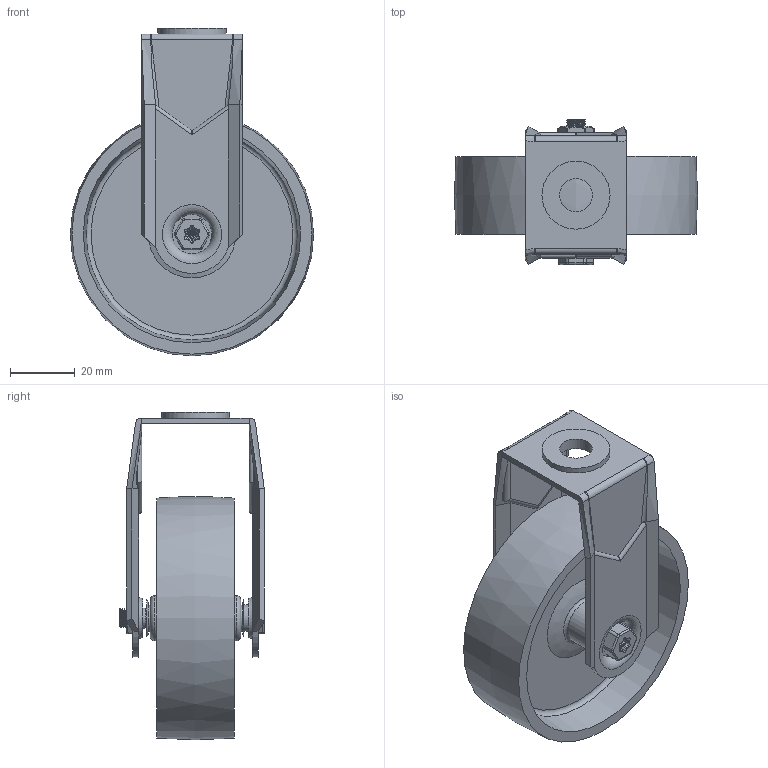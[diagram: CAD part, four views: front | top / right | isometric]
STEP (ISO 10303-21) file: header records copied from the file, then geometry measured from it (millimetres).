
FILE_DESCRIPTION(/* description */ ('','CAx-IF Rec.Pracs.---Representation and Presentation of Product Manufacturing Information (PMI)---4.0---2014-10-13'),/* implementation_level */ '2;1');
FILE_NAME(/* name */ 'BZRAF75NYBH10.step',/* time_stamp */ '2025-02-27T15:21:14Z',/* author */ (''),/* organization */ (''),/* preprocessor_version */ 'ST-DEVELOPER v20',/* originating_system */ 'Autodesk Translation Framework v13.20.0.188',/* authorisation */ '');
FILE_SCHEMA (('AP242_MANAGED_MODEL_BASED_3D_ENGINEERING_MIM_LF { 1 0 10303 442 1 1 4 }'));
Length unit declared in the file: millimetre
Products named in the file (11): BZRAF75NYBH10; BZRAF75ASBH10 v1; ZINC PLATED PRESSED STEEL FORKS; BZL75WNY28 v1; NYLON WHEEL; TUBEM8X30 v1; ZINC PLATED AXLE TUBE; BOLTBZRA6MM v1; ZINC PLATED AXLE BOLT; NM6GR8HALFGR8 v1; ZINC PLATED LOCKING NUT
Assembly tree (10 placements, depth 3):
  BZRAF75NYBH10
    BZRAF75ASBH10 v1
      ZINC PLATED PRESSED STEEL FORKS
    BZL75WNY28 v1
      NYLON WHEEL
    TUBEM8X30 v1
      ZINC PLATED AXLE TUBE
    BOLTBZRA6MM v1
      ZINC PLATED AXLE BOLT
    NM6GR8HALFGR8 v1
      ZINC PLATED LOCKING NUT
Bounding box: 75 x 44.75 x 101 mm (x, y, z)
Volume: 45298.9 mm3; surface area: 34423.5 mm2
Topology: 5 solids, 5 shells, 270 faces, 671 edges, 417 vertices
Faces by surface type: cylinder 89, plane 73, bspline 67, torus 23, cone 18
Full cylindrical faces by diameter (mm): 5 x9, 6 x2, 6.2 x1, 6.3 x1, 7.95 x1, 8 x1, 8.2 x2, 10.198 x1, 14 x2, 21 x1
Entity records: 25628 total; most frequent: CARTESIAN_POINT 19229, ORIENTED_EDGE 1330, DIRECTION 1235, EDGE_CURVE 665, AXIS2_PLACEMENT_3D 504, VERTEX_POINT 417, EDGE_LOOP 294, FACE_OUTER_BOUND 270
